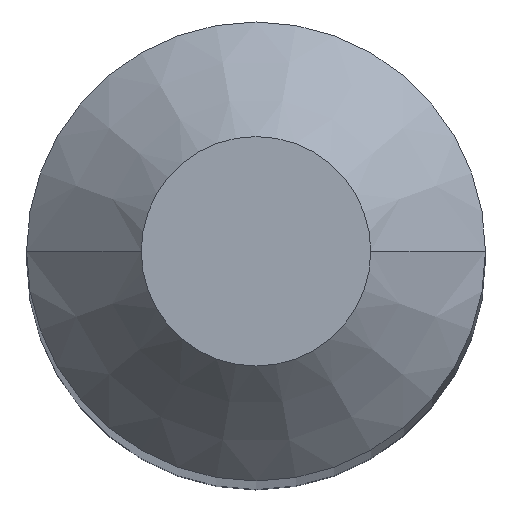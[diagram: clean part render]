
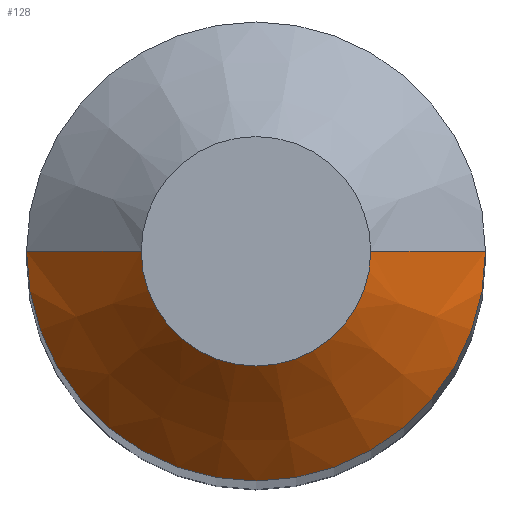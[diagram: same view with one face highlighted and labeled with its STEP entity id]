
A CAD part, top view. The second image highlights one B-rep face of the part: STEP entity #128.
In plain terms, the highlighted conical face has half-angle 45 degrees and reference radius 1.587 mm.
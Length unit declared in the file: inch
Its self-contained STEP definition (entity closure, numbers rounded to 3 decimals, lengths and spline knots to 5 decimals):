
#21 = CARTESIAN_POINT ( 'NONE',  ( 0.0625, 0., -0.03125 ) ) ;
#24 = DIRECTION ( 'NONE',  ( 0., 0., 1. ) ) ;
#34 = DIRECTION ( 'NONE',  ( -0.707, 0., -0.707 ) ) ;
#50 = AXIS2_PLACEMENT_3D ( 'NONE', #374, #264, #202 ) ;
#58 = CONICAL_SURFACE ( 'NONE', #207, 0.0625, 0.785 ) ;
#71 = ORIENTED_EDGE ( 'NONE', *, *, #344, .T. ) ;
#87 = EDGE_CURVE ( 'NONE', #132, #390, #220, .T. ) ;
#88 = CARTESIAN_POINT ( 'NONE',  ( 0.03125, 0., 0. ) ) ;
#93 = VECTOR ( 'NONE', #34, 39.37008 ) ;
#124 = DIRECTION ( 'NONE',  ( 1., 0., 0. ) ) ;
#128 = ADVANCED_FACE ( 'NONE', ( #322 ), #58, .T. ) ;
#132 = VERTEX_POINT ( 'NONE', #320 ) ;
#138 = LINE ( 'NONE', #21, #269 ) ;
#174 = DIRECTION ( 'NONE',  ( 0., 0., -1. ) ) ;
#175 = CARTESIAN_POINT ( 'NONE',  ( -0.0625, 0., -0.03125 ) ) ;
#202 = DIRECTION ( 'NONE',  ( 1., 0., 0. ) ) ;
#204 = DIRECTION ( 'NONE',  ( 0.707, 0., -0.707 ) ) ;
#207 = AXIS2_PLACEMENT_3D ( 'NONE', #256, #174, #353 ) ;
#215 = ORIENTED_EDGE ( 'NONE', *, *, #263, .F. ) ;
#216 = LINE ( 'NONE', #175, #93 ) ;
#220 = CIRCLE ( 'NONE', #50, 0.0625 ) ;
#222 = VERTEX_POINT ( 'NONE', #288 ) ;
#247 = EDGE_CURVE ( 'NONE', #312, #390, #138, .T. ) ;
#256 = CARTESIAN_POINT ( 'NONE',  ( 0., 0., -0.03125 ) ) ;
#263 = EDGE_CURVE ( 'NONE', #222, #312, #313, .T. ) ;
#264 = DIRECTION ( 'NONE',  ( 0., 0., 1. ) ) ;
#269 = VECTOR ( 'NONE', #204, 39.37008 ) ;
#271 = ORIENTED_EDGE ( 'NONE', *, *, #87, .T. ) ;
#278 = CARTESIAN_POINT ( 'NONE',  ( 0.0625, 0., -0.03125 ) ) ;
#288 = CARTESIAN_POINT ( 'NONE',  ( -0.03125, 0., 0. ) ) ;
#307 = CARTESIAN_POINT ( 'NONE',  ( 0., 0., 0. ) ) ;
#310 = ORIENTED_EDGE ( 'NONE', *, *, #247, .F. ) ;
#312 = VERTEX_POINT ( 'NONE', #88 ) ;
#313 = CIRCLE ( 'NONE', #318, 0.03125 ) ;
#318 = AXIS2_PLACEMENT_3D ( 'NONE', #307, #24, #124 ) ;
#320 = CARTESIAN_POINT ( 'NONE',  ( -0.0625, 0., -0.03125 ) ) ;
#322 = FACE_OUTER_BOUND ( 'NONE', #340, .T. ) ;
#340 = EDGE_LOOP ( 'NONE', ( #310, #215, #71, #271 ) ) ;
#344 = EDGE_CURVE ( 'NONE', #222, #132, #216, .T. ) ;
#353 = DIRECTION ( 'NONE',  ( -1., 0., 0. ) ) ;
#374 = CARTESIAN_POINT ( 'NONE',  ( 0., 0., -0.03125 ) ) ;
#390 = VERTEX_POINT ( 'NONE', #278 ) ;
